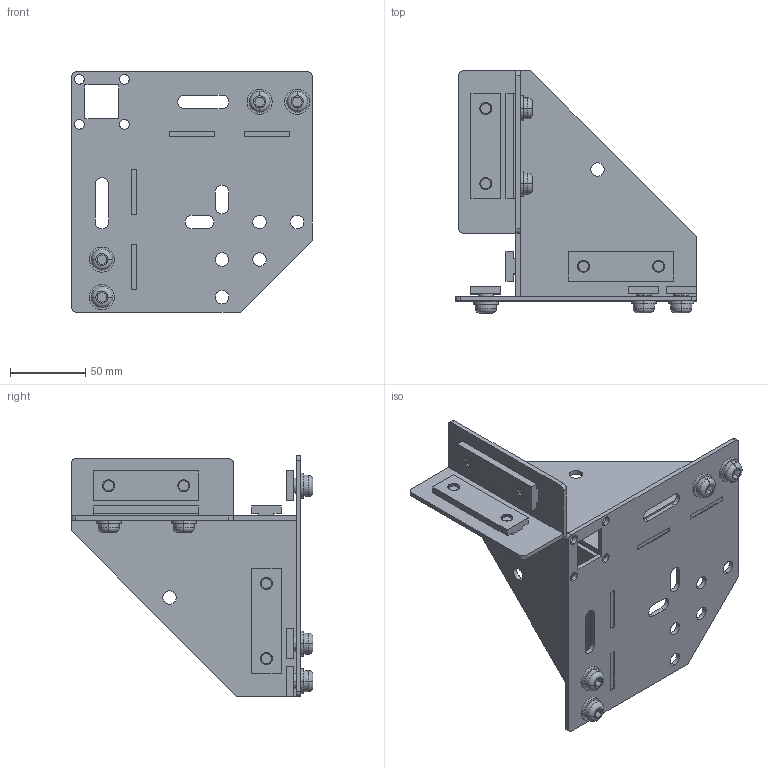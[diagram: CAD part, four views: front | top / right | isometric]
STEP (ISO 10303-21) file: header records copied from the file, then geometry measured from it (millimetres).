
FILE_DESCRIPTION(('Creo Elements/Direct Modeling STEP Export'),'2;1');
FILE_NAME('44.0201.1_Knoteneckeinheit-MMS-44_3mm-schwarz-Rolle.stp','2022-03-21T 8:58:31',(''),(''),'PTC Creo Elements/Direct Modeling STEP processor for AP214 (Solid Model)','PTC Creo Elements/Direct Modeling 19.0C 15-Aug-2015 (C) Parametric Technology GmbH','');
FILE_SCHEMA(('AUTOMOTIVE_DESIGN { 1 0 10303 214 1 1 1 1 }'));
Length unit declared in the file: millimetre
Products named in the file (7): Vierkantnutenstein-MMS-44_M8_44.0065_PX172983.02; Sperrzahnschraube_M8x8-aehnlich-DIN912_44.0511_PX173490.04.03.03.02; Klemmschiene-MMS-44_70mm_44.0145_PX173058.02.02; Grundplatte_Laserschneideteil-3mm_004-11824-111_PX173486.02; Seitenblech_Laserschneideteil-3mm_004-11824-112_PX173487.02; Seitenblech_Laserschneideteil-3mm_004-11824-113_PX173488.02; Knoteneckeinheit-MMS-44_3mm-schwarz-Rolle_44.0201.1_PX173496
Assembly tree (23 placements, depth 2):
  Knoteneckeinheit-MMS-44_3mm-schwarz-Rolle_44.0201.1_PX173496
    Seitenblech_Laserschneideteil-3mm_004-11824-113_PX173488.02
    Seitenblech_Laserschneideteil-3mm_004-11824-112_PX173487.02
    Grundplatte_Laserschneideteil-3mm_004-11824-111_PX173486.02
    Vierkantnutenstein-MMS-44_M8_44.0065_PX172983.02  x4
    Sperrzahnschraube_M8x8-aehnlich-DIN912_44.0511_PX173490.04.03.03.02  x12
    Klemmschiene-MMS-44_70mm_44.0145_PX173058.02.02  x4
Bounding box: 160 x 161 x 160 mm (x, y, z)
Volume: 214471 mm3; surface area: 149155.1 mm2
Topology: 23 solids, 23 shells, 536 faces, 1254 edges, 804 vertices
Faces by surface type: plane 275, cylinder 165, cone 72, torus 24
Entity records: 6208 total; most frequent: ORIENTED_EDGE 1036, CARTESIAN_POINT 995, DIRECTION 968, EDGE_CURVE 518, VECTOR 342, LINE 342, VERTEX_POINT 340, AXIS2_PLACEMENT_3D 313
